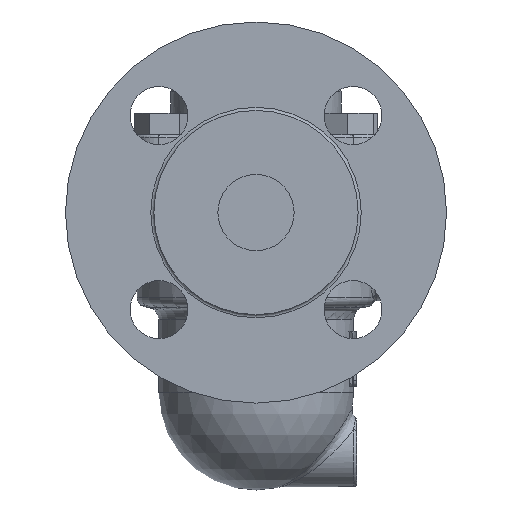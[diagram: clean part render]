
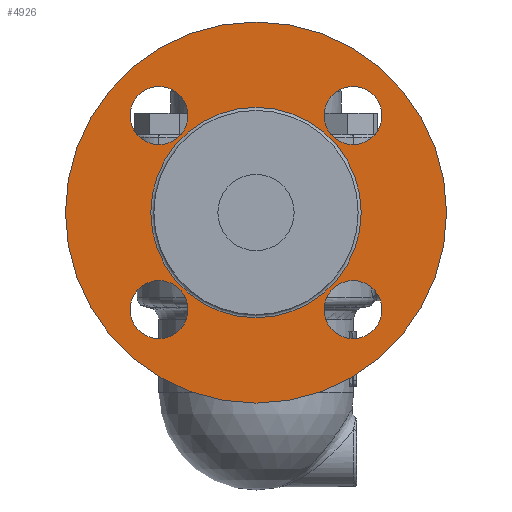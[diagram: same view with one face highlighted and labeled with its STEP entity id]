
A CAD part, left-side view. The second image highlights one B-rep face of the part: STEP entity #4926.
In plain terms, the highlighted planar face has unit normal (-1, 0, 0).
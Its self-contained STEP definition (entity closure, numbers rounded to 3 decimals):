
#688=FACE_BOUND('',#1210,.T.);
#689=FACE_BOUND('',#1211,.T.);
#690=FACE_BOUND('',#1212,.T.);
#691=FACE_BOUND('',#1213,.T.);
#692=FACE_BOUND('',#1214,.T.);
#737=PLANE('',#5267);
#869=FACE_OUTER_BOUND('',#1209,.T.);
#1209=EDGE_LOOP('',(#3385));
#1210=EDGE_LOOP('',(#3386));
#1211=EDGE_LOOP('',(#3387));
#1212=EDGE_LOOP('',(#3388));
#1213=EDGE_LOOP('',(#3389));
#1214=EDGE_LOOP('',(#3390));
#1792=CIRCLE('',#5263,62.5);
#1794=CIRCLE('',#5266,34.5);
#1795=CIRCLE('',#5268,9.5);
#1796=CIRCLE('',#5269,9.5);
#1797=CIRCLE('',#5270,9.5);
#1798=CIRCLE('',#5271,9.5);
#2121=VERTEX_POINT('',#8522);
#2123=VERTEX_POINT('',#8527);
#2124=VERTEX_POINT('',#8530);
#2125=VERTEX_POINT('',#8532);
#2126=VERTEX_POINT('',#8534);
#2127=VERTEX_POINT('',#8536);
#2608=EDGE_CURVE('',#2121,#2121,#1792,.T.);
#2610=EDGE_CURVE('',#2123,#2123,#1794,.T.);
#2611=EDGE_CURVE('',#2124,#2124,#1795,.T.);
#2612=EDGE_CURVE('',#2125,#2125,#1796,.T.);
#2613=EDGE_CURVE('',#2126,#2126,#1797,.T.);
#2614=EDGE_CURVE('',#2127,#2127,#1798,.T.);
#3385=ORIENTED_EDGE('',*,*,#2608,.F.);
#3386=ORIENTED_EDGE('',*,*,#2611,.F.);
#3387=ORIENTED_EDGE('',*,*,#2612,.F.);
#3388=ORIENTED_EDGE('',*,*,#2613,.F.);
#3389=ORIENTED_EDGE('',*,*,#2614,.F.);
#3390=ORIENTED_EDGE('',*,*,#2610,.F.);
#4926=ADVANCED_FACE('',(#869,#688,#689,#690,#691,#692),#737,.F.);
#5263=AXIS2_PLACEMENT_3D('',#8523,#5792,#5793);
#5266=AXIS2_PLACEMENT_3D('',#8528,#5798,#5799);
#5267=AXIS2_PLACEMENT_3D('',#8529,#5800,#5801);
#5268=AXIS2_PLACEMENT_3D('',#8531,#5802,#5803);
#5269=AXIS2_PLACEMENT_3D('',#8533,#5804,#5805);
#5270=AXIS2_PLACEMENT_3D('',#8535,#5806,#5807);
#5271=AXIS2_PLACEMENT_3D('',#8537,#5808,#5809);
#5792=DIRECTION('center_axis',(1.,0.,0.));
#5793=DIRECTION('ref_axis',(0.,0.,
1.));
#5798=DIRECTION('center_axis',(-1.,0.,0.));
#5799=DIRECTION('ref_axis',(0.,0.,
1.));
#5800=DIRECTION('center_axis',(1.,0.,0.));
#5801=DIRECTION('ref_axis',(0.,0.,-1.));
#5802=DIRECTION('center_axis',(-1.,0.,0.));
#5803=DIRECTION('ref_axis',(0.,-1.,0.));
#5804=DIRECTION('center_axis',(-1.,0.,0.));
#5805=DIRECTION('ref_axis',(0.,0.,1.));
#5806=DIRECTION('center_axis',(-1.,0.,0.));
#5807=DIRECTION('ref_axis',(0.,1.,0.));
#5808=DIRECTION('center_axis',(-1.,0.,0.));
#5809=DIRECTION('ref_axis',(0.,0.,-1.));
#8522=CARTESIAN_POINT('',(-104.,0.,-62.5));
#8523=CARTESIAN_POINT('Origin',(-104.,0.,0.));
#8527=CARTESIAN_POINT('',(-104.,0.,-34.5));
#8528=CARTESIAN_POINT('Origin',(-104.,0.,0.));
#8529=CARTESIAN_POINT('Origin',(-104.,0.,0.));
#8530=CARTESIAN_POINT('',(-104.,31.82,-41.32));
#8531=CARTESIAN_POINT('Origin',(-104.,31.82,-31.82));
#8532=CARTESIAN_POINT('',(-104.,-31.82,-41.32));
#8533=CARTESIAN_POINT('Origin',(-104.,-31.82,-31.82));
#8534=CARTESIAN_POINT('',(-104.,-31.82,22.32));
#8535=CARTESIAN_POINT('Origin',(-104.,-31.82,31.82));
#8536=CARTESIAN_POINT('',(-104.,31.82,22.32));
#8537=CARTESIAN_POINT('Origin',(-104.,31.82,31.82));
